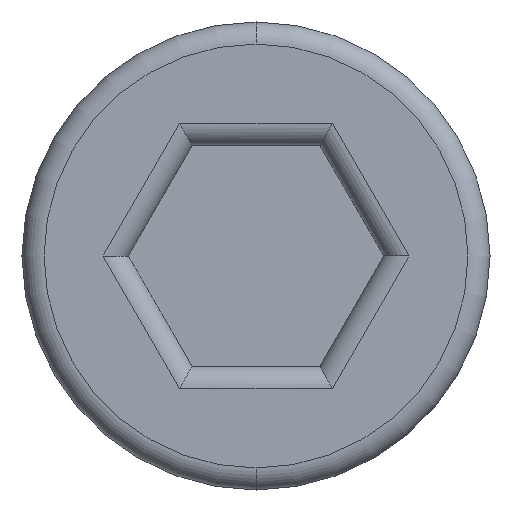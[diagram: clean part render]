
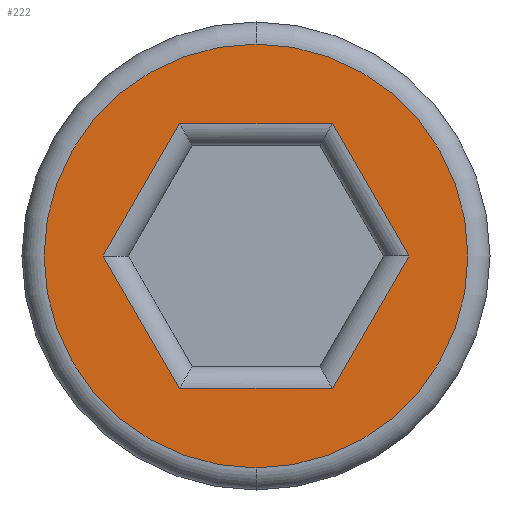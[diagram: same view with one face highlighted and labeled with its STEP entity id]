
A CAD part, front view. The second image highlights one B-rep face of the part: STEP entity #222.
In plain terms, the highlighted planar face has unit normal (0, -1, 0).
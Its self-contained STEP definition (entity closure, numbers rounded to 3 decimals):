
#6 = VECTOR ( 'NONE', #353, 1000. ) ;
#19 = ORIENTED_EDGE ( 'NONE', *, *, #590, .T. ) ;
#38 = CARTESIAN_POINT ( 'NONE',  ( -1.299, 0., 0.75 ) ) ;
#45 = CARTESIAN_POINT ( 'NONE',  ( 1.732, 0., 0. ) ) ;
#47 = VERTEX_POINT ( 'NONE', #568 ) ;
#67 = VECTOR ( 'NONE', #207, 1000. ) ;
#68 = EDGE_CURVE ( 'NONE', #170, #489, #167, .T. ) ;
#69 = LINE ( 'NONE', #453, #364 ) ;
#74 = ORIENTED_EDGE ( 'NONE', *, *, #91, .T. ) ;
#83 = CIRCLE ( 'NONE', #471, 2.4 ) ;
#88 = CARTESIAN_POINT ( 'NONE',  ( 1.299, 0., -0.75 ) ) ;
#91 = EDGE_CURVE ( 'NONE', #608, #47, #690, .T. ) ;
#137 = ORIENTED_EDGE ( 'NONE', *, *, #439, .T. ) ;
#139 = DIRECTION ( 'NONE',  ( 0., -1., 0. ) ) ;
#155 = ORIENTED_EDGE ( 'NONE', *, *, #425, .T. ) ;
#161 = AXIS2_PLACEMENT_3D ( 'NONE', #741, #212, #214 ) ;
#167 = LINE ( 'NONE', #88, #362 ) ;
#170 = VERTEX_POINT ( 'NONE', #45 ) ;
#195 = ORIENTED_EDGE ( 'NONE', *, *, #251, .T. ) ;
#207 = DIRECTION ( 'NONE',  ( 0.5, 0., -0.866 ) ) ;
#212 = DIRECTION ( 'NONE',  ( 0., -1., 0. ) ) ;
#214 = DIRECTION ( 'NONE',  ( 0., 0., 1. ) ) ;
#220 = DIRECTION ( 'NONE',  ( -0.5, 0., -0.866 ) ) ;
#222 = ADVANCED_FACE ( 'NONE', ( #227, #236 ), #600, .F. ) ;
#227 = FACE_OUTER_BOUND ( 'NONE', #641, .T. ) ;
#233 = CIRCLE ( 'NONE', #161, 2.4 ) ;
#236 = FACE_BOUND ( 'NONE', #525, .T. ) ;
#243 = LINE ( 'NONE', #598, #517 ) ;
#251 = EDGE_CURVE ( 'NONE', #47, #404, #243, .T. ) ;
#267 = CARTESIAN_POINT ( 'NONE',  ( 1.299, 0., 0.75 ) ) ;
#278 = VERTEX_POINT ( 'NONE', #536 ) ;
#279 = CARTESIAN_POINT ( 'NONE',  ( -1.732, 0., 0. ) ) ;
#353 = DIRECTION ( 'NONE',  ( -0.5, 0., 0.866 ) ) ;
#362 = VECTOR ( 'NONE', #220, 1000. ) ;
#364 = VECTOR ( 'NONE', #563, 1000. ) ;
#404 = VERTEX_POINT ( 'NONE', #726 ) ;
#411 = CARTESIAN_POINT ( 'NONE',  ( -1.299, 0., -0.75 ) ) ;
#425 = EDGE_CURVE ( 'NONE', #437, #278, #83, .T. ) ;
#433 = ORIENTED_EDGE ( 'NONE', *, *, #463, .T. ) ;
#437 = VERTEX_POINT ( 'NONE', #731 ) ;
#438 = CARTESIAN_POINT ( 'NONE',  ( 0.866, 0., -1.5 ) ) ;
#439 = EDGE_CURVE ( 'NONE', #489, #490, #69, .T. ) ;
#446 = CARTESIAN_POINT ( 'NONE',  ( -0.866, 0., -1.5 ) ) ;
#450 = LINE ( 'NONE', #267, #67 ) ;
#453 = CARTESIAN_POINT ( 'NONE',  ( 0., 0., -1.5 ) ) ;
#463 = EDGE_CURVE ( 'NONE', #404, #170, #450, .T. ) ;
#467 = DIRECTION ( 'NONE',  ( 1., 0., 0. ) ) ;
#469 = AXIS2_PLACEMENT_3D ( 'NONE', #697, #473, #703 ) ;
#471 = AXIS2_PLACEMENT_3D ( 'NONE', #660, #139, #603 ) ;
#473 = DIRECTION ( 'NONE',  ( 0., 1., 0. ) ) ;
#489 = VERTEX_POINT ( 'NONE', #438 ) ;
#490 = VERTEX_POINT ( 'NONE', #446 ) ;
#517 = VECTOR ( 'NONE', #467, 1000. ) ;
#525 = EDGE_LOOP ( 'NONE', ( #551, #137, #714, #74, #195, #433 ) ) ;
#533 = LINE ( 'NONE', #411, #6 ) ;
#536 = CARTESIAN_POINT ( 'NONE',  ( 0., 0., -2.4 ) ) ;
#551 = ORIENTED_EDGE ( 'NONE', *, *, #68, .T. ) ;
#563 = DIRECTION ( 'NONE',  ( -1., 0., 0. ) ) ;
#568 = CARTESIAN_POINT ( 'NONE',  ( -0.866, 0., 1.5 ) ) ;
#590 = EDGE_CURVE ( 'NONE', #278, #437, #233, .T. ) ;
#595 = VECTOR ( 'NONE', #626, 1000. ) ;
#598 = CARTESIAN_POINT ( 'NONE',  ( 0., 0., 1.5 ) ) ;
#600 = PLANE ( 'NONE',  #469 ) ;
#603 = DIRECTION ( 'NONE',  ( 0., 0., 1. ) ) ;
#608 = VERTEX_POINT ( 'NONE', #279 ) ;
#626 = DIRECTION ( 'NONE',  ( 0.5, 0., 0.866 ) ) ;
#640 = EDGE_CURVE ( 'NONE', #490, #608, #533, .T. ) ;
#641 = EDGE_LOOP ( 'NONE', ( #155, #19 ) ) ;
#660 = CARTESIAN_POINT ( 'NONE',  ( 0., 0., 0. ) ) ;
#690 = LINE ( 'NONE', #38, #595 ) ;
#697 = CARTESIAN_POINT ( 'NONE',  ( 0., 0., 0. ) ) ;
#703 = DIRECTION ( 'NONE',  ( 0., 0., 1. ) ) ;
#714 = ORIENTED_EDGE ( 'NONE', *, *, #640, .T. ) ;
#726 = CARTESIAN_POINT ( 'NONE',  ( 0.866, 0., 1.5 ) ) ;
#731 = CARTESIAN_POINT ( 'NONE',  ( 0., 0., 2.4 ) ) ;
#741 = CARTESIAN_POINT ( 'NONE',  ( 0., 0., 0. ) ) ;
